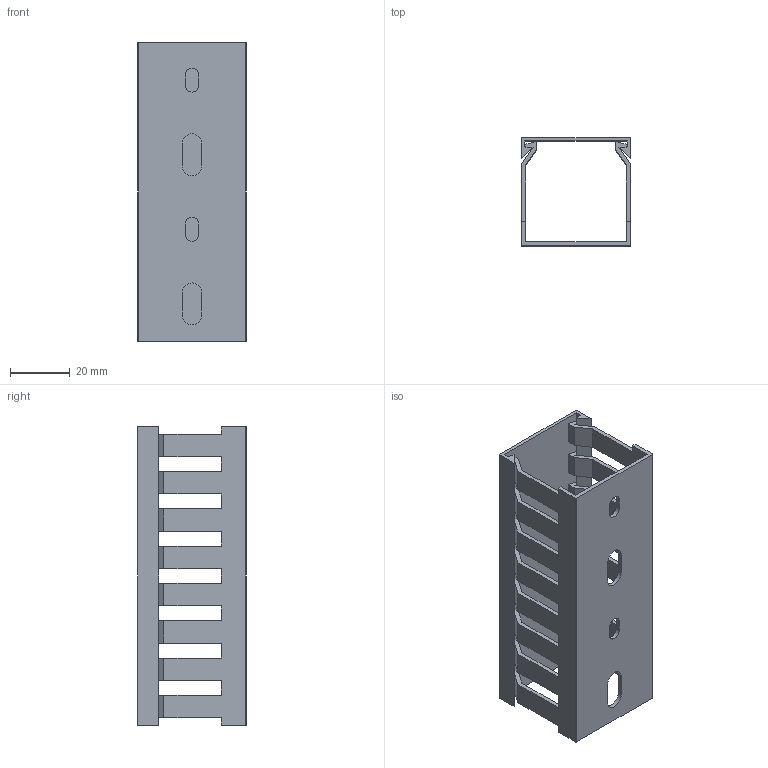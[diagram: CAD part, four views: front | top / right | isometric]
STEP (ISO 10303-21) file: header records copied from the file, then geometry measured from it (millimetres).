
FILE_DESCRIPTION((''),'2;1');
FILE_NAME('DNG3703707030B_ASM','2022-04-06T10:24:30',('pfeiferc'),(''),'CREO PARAMETRIC BY PTC INC, 2021184','CREO PARAMETRIC BY PTC INC, 2021184','');
FILE_SCHEMA(('AUTOMOTIVE_DESIGN { 1 0 10303 214 1 1 1 1 }'));
Length unit declared in the file: millimetre
Products named in the file (3): PROXY_07353-M; PROXY_66175-M; DNG3703707030B_ASM
Assembly tree (2 placements, depth 2):
  DNG3703707030B_ASM
    PROXY_07353-M
    PROXY_66175-M
Bounding box: 36.5 x 36.28 x 100 mm (x, y, z)
Volume: 17534.1 mm3; surface area: 29100.8 mm2
Topology: 2 solids, 2 shells, 184 faces, 580 edges, 400 vertices
Faces by surface type: plane 158, cylinder 26
Entity records: 8365 total; most frequent: CARTESIAN_POINT 1266, DIRECTION 1231, ORIENTED_EDGE 1080, EDGE_CURVE 540, VECTOR 512, LINE 512, VERTEX_POINT 360, AXIS2_PLACEMENT_3D 343
